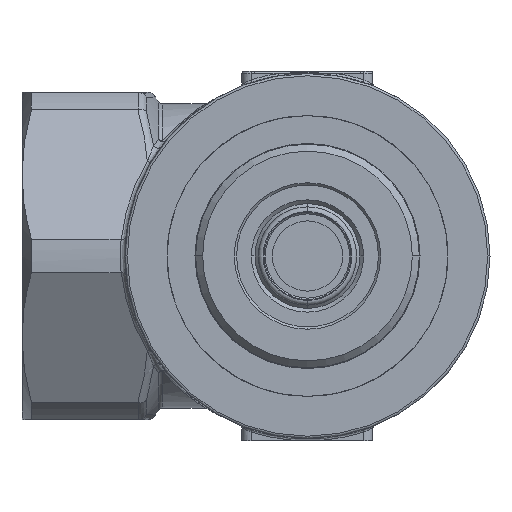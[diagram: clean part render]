
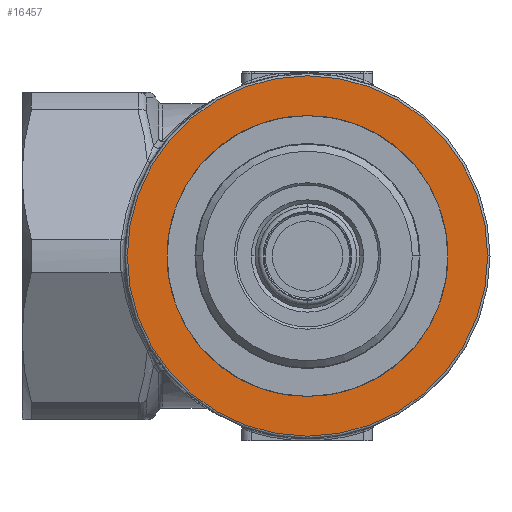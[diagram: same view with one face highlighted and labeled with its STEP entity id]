
A CAD part, front view. The second image highlights one B-rep face of the part: STEP entity #16457.
In plain terms, the highlighted planar face has unit normal (0, -1, 0).
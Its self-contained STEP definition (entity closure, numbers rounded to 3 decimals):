
#187 = DIRECTION ( 'NONE',  ( -1., 0., 0. ) ) ;
#2272 = DIRECTION ( 'NONE',  ( -1., 0., 0. ) ) ;
#2793 = DIRECTION ( 'NONE',  ( 0., -1., 0. ) ) ;
#2851 = VERTEX_POINT ( 'NONE', #27469 ) ;
#4346 = ORIENTED_EDGE ( 'NONE', *, *, #9066, .T. ) ;
#4421 = DIRECTION ( 'NONE',  ( -1., 0., 0. ) ) ;
#4804 = CIRCLE ( 'NONE', #16559, 38.5 ) ;
#4861 = FACE_OUTER_BOUND ( 'NONE', #27638, .T. ) ;
#5968 = VERTEX_POINT ( 'NONE', #22038 ) ;
#7541 = EDGE_LOOP ( 'NONE', ( #4346, #33535 ) ) ;
#7685 = CARTESIAN_POINT ( 'NONE',  ( 0., -40., 0. ) ) ;
#9066 = EDGE_CURVE ( 'NONE', #16083, #2851, #12819, .T. ) ;
#9857 = CIRCLE ( 'NONE', #30426, 25.75 ) ;
#10688 = DIRECTION ( 'NONE',  ( 0., -1., 0. ) ) ;
#12819 = CIRCLE ( 'NONE', #16734, 25.75 ) ;
#15595 = AXIS2_PLACEMENT_3D ( 'NONE', #7685, #10688, #2272 ) ;
#16074 = FACE_BOUND ( 'NONE', #7541, .T. ) ;
#16083 = VERTEX_POINT ( 'NONE', #32924 ) ;
#16457 = ADVANCED_FACE ( 'NONE', ( #16074, #4861 ), #26709, .T. ) ;
#16559 = AXIS2_PLACEMENT_3D ( 'NONE', #24136, #2793, #187 ) ;
#16734 = AXIS2_PLACEMENT_3D ( 'NONE', #28857, #26079, #4421 ) ;
#17151 = EDGE_CURVE ( 'NONE', #2851, #16083, #9857, .T. ) ;
#17988 = DIRECTION ( 'NONE',  ( -1., 0., 0. ) ) ;
#19251 = EDGE_CURVE ( 'NONE', #29999, #5968, #4804, .T. ) ;
#19422 = CARTESIAN_POINT ( 'NONE',  ( -38.5, -40., 0. ) ) ;
#21130 = CIRCLE ( 'NONE', #15595, 38.5 ) ;
#21436 = CARTESIAN_POINT ( 'NONE',  ( 0., -40., 0. ) ) ;
#22038 = CARTESIAN_POINT ( 'NONE',  ( 38.5, -40., 0. ) ) ;
#22367 = DIRECTION ( 'NONE',  ( 0., 1., 0. ) ) ;
#22957 = EDGE_CURVE ( 'NONE', #5968, #29999, #21130, .T. ) ;
#24136 = CARTESIAN_POINT ( 'NONE',  ( 0., -40., 0. ) ) ;
#26079 = DIRECTION ( 'NONE',  ( 0., 1., 0. ) ) ;
#26101 = ORIENTED_EDGE ( 'NONE', *, *, #22957, .T. ) ;
#26709 = PLANE ( 'NONE',  #31490 ) ;
#27469 = CARTESIAN_POINT ( 'NONE',  ( 0., -40., 25.75 ) ) ;
#27638 = EDGE_LOOP ( 'NONE', ( #26101, #32333 ) ) ;
#28857 = CARTESIAN_POINT ( 'NONE',  ( 0., -40., 0. ) ) ;
#29999 = VERTEX_POINT ( 'NONE', #19422 ) ;
#30426 = AXIS2_PLACEMENT_3D ( 'NONE', #30599, #22367, #31111 ) ;
#30599 = CARTESIAN_POINT ( 'NONE',  ( 0., -40., 0. ) ) ;
#31111 = DIRECTION ( 'NONE',  ( -1., 0., 0. ) ) ;
#31490 = AXIS2_PLACEMENT_3D ( 'NONE', #21436, #32094, #17988 ) ;
#32094 = DIRECTION ( 'NONE',  ( 0., -1., 0. ) ) ;
#32333 = ORIENTED_EDGE ( 'NONE', *, *, #19251, .T. ) ;
#32924 = CARTESIAN_POINT ( 'NONE',  ( 0., -40., -25.75 ) ) ;
#33535 = ORIENTED_EDGE ( 'NONE', *, *, #17151, .T. ) ;
